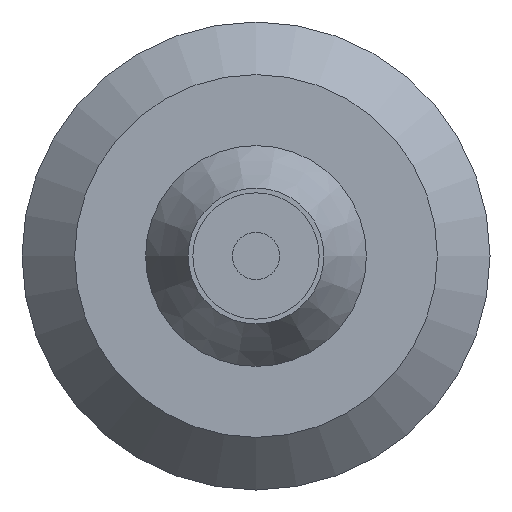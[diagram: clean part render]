
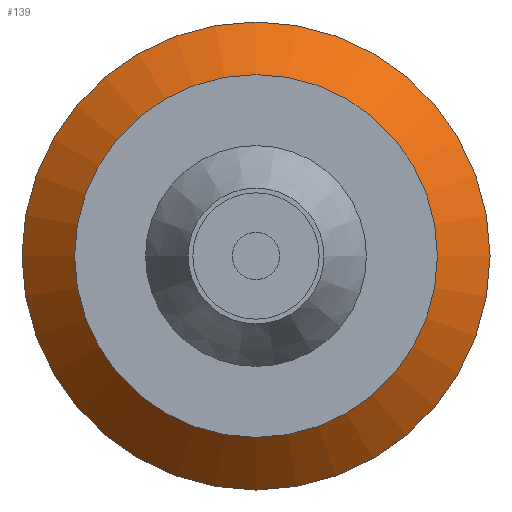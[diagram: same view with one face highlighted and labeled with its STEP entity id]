
A CAD part, front view. The second image highlights one B-rep face of the part: STEP entity #139.
In plain terms, the highlighted conical face has half-angle 45 degrees and reference radius 5.016 mm.
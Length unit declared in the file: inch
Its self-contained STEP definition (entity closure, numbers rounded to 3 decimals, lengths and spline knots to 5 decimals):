
#19=CONICAL_SURFACE('',#169,0.1975,0.785);
#31=FACE_OUTER_BOUND('',#42,.T.);
#42=EDGE_LOOP('',(#113,#114,#115,#116));
#54=LINE('',#251,#60);
#60=VECTOR('',#207,0.1975);
#67=CIRCLE('',#167,0.2225);
#68=CIRCLE('',#170,0.1725);
#77=VERTEX_POINT('',#245);
#78=VERTEX_POINT('',#250);
#90=EDGE_CURVE('',#77,#77,#67,.T.);
#91=EDGE_CURVE('',#77,#78,#54,.T.);
#92=EDGE_CURVE('',#78,#78,#68,.T.);
#113=ORIENTED_EDGE('',*,*,#90,.T.);
#114=ORIENTED_EDGE('',*,*,#91,.T.);
#115=ORIENTED_EDGE('',*,*,#92,.T.);
#116=ORIENTED_EDGE('',*,*,#91,.F.);
#139=ADVANCED_FACE('',(#31),#19,.T.);
#167=AXIS2_PLACEMENT_3D('',#247,#201,#202);
#169=AXIS2_PLACEMENT_3D('',#249,#205,#206);
#170=AXIS2_PLACEMENT_3D('',#252,#208,#209);
#201=DIRECTION('center_axis',(0.,-1.,0.));
#202=DIRECTION('ref_axis',(1.,0.,0.));
#205=DIRECTION('center_axis',(0.,1.,0.));
#206=DIRECTION('ref_axis',(1.,0.,0.));
#207=DIRECTION('',(0.707,-0.707,0.));
#208=DIRECTION('center_axis',(0.,1.,0.));
#209=DIRECTION('ref_axis',(1.,0.,0.));
#245=CARTESIAN_POINT('',(-0.2225,0.05,0.));
#247=CARTESIAN_POINT('Origin',(0.,0.05,0.));
#249=CARTESIAN_POINT('Origin',(0.,0.025,0.));
#250=CARTESIAN_POINT('',(-0.1725,0.,0.));
#251=CARTESIAN_POINT('',(-0.1975,0.025,0.));
#252=CARTESIAN_POINT('Origin',(0.,0.,0.));
